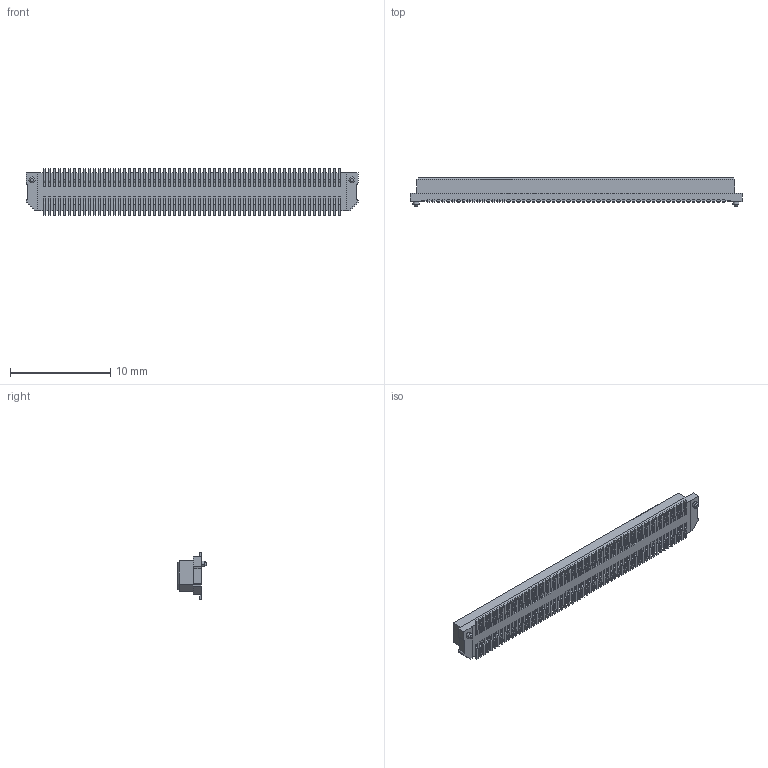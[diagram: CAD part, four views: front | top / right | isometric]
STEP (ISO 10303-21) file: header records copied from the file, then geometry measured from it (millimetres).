
FILE_DESCRIPTION((''),'2;1');
FILE_NAME('FBB05017-M_ASM','2026-01-27T17:36:25',('gongchengVV'),(''),'CREO PARAMETRIC BY PTC INC, 2020033','CREO PARAMETRIC BY PTC INC, 2020033','');
FILE_SCHEMA(('CONFIG_CONTROL_DESIGN'));
Products named in the file (1): FBB05017-M_ASM
Bounding box: 33.2 x 2.8 x 4.62 mm (x, y, z)
Volume: 147 mm3; surface area: 811.3 mm2
Topology: 1 solids, 1 shells, 2576 faces, 8654 edges, 5604 vertices
Faces by surface type: plane 2444, cylinder 128, cone 4
Entity records: 92708 total; most frequent: ORIENTED_EDGE 17308, CARTESIAN_POINT 16834, DIRECTION 14066, EDGE_CURVE 8654, VECTOR 8394, LINE 8394, VERTEX_POINT 5604, AXIS2_PLACEMENT_3D 2836
